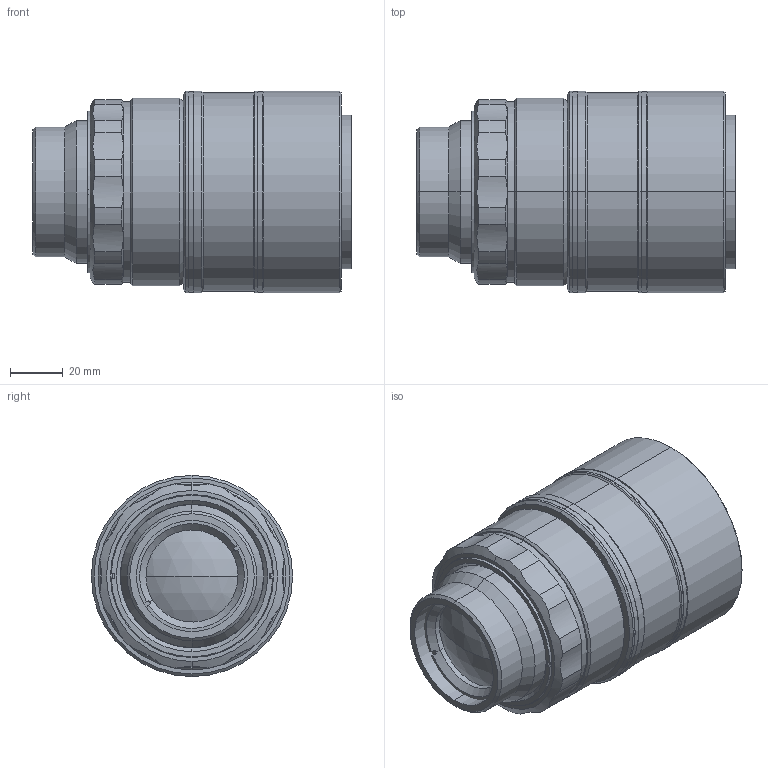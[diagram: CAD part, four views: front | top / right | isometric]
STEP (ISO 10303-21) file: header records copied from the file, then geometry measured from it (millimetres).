
FILE_DESCRIPTION (( 'STEP AP203' ), '1' );
FILE_NAME ('DP71557-A_MC12K012X-I.step', '2022-01-03T13:35:58', ( '' ), ( '' ), 'SwSTEP 2.0', 'SolidWorks 2021', '' );
FILE_SCHEMA (( 'CONFIG_CONTROL_DESIGN' ));
Length unit declared in the file: millimetre
Products named in the file (1): DP71557-A_MC12K012X-I
Bounding box: 120.19 x 76 x 76 mm (x, y, z)
Surface area: 57016.1 mm2 (no closed solid volume)
Topology: 0 solids, 15 shells, 114 faces, 319 edges, 219 vertices
Faces by surface type: cylinder 65, cone 28, plane 19, sphere 2
Entity records: 4121 total; most frequent: CARTESIAN_POINT 1075, DIRECTION 669, ORIENTED_EDGE 537, EDGE_CURVE 319, AXIS2_PLACEMENT_3D 277, VERTEX_POINT 219, CIRCLE 162, EDGE_LOOP 134
